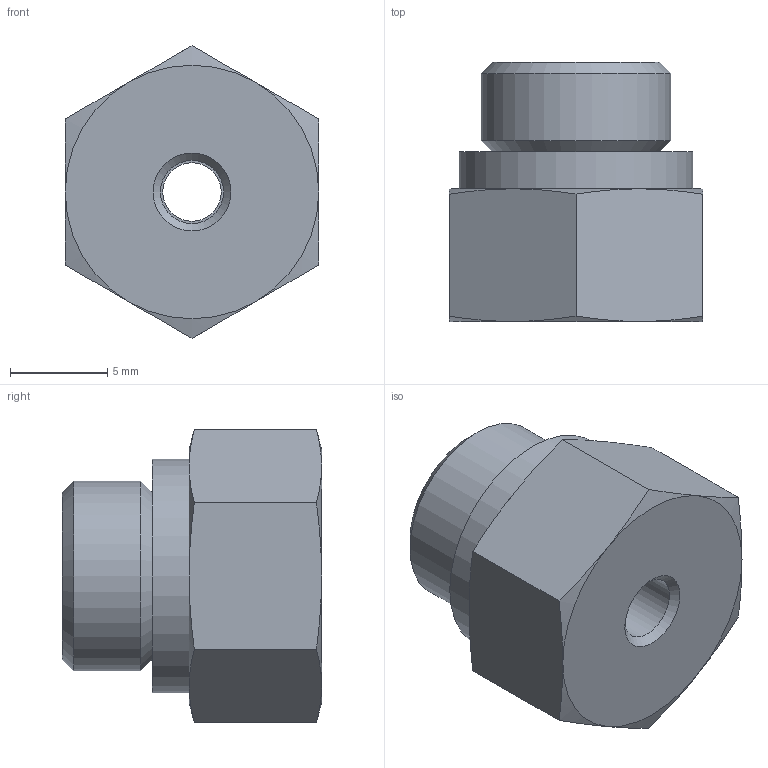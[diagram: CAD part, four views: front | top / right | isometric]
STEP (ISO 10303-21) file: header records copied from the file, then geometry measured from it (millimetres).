
FILE_DESCRIPTION(/* description */ ('STEP AP214'),/* implementation_level */ '2;1');
FILE_NAME(/* name */ '189255_ESH-HE-3-G1_8',/* time_stamp */ '2024-08-28T07:21:18+02:00',/* author */ ('License CC BY-ND 4.0'),/* organization */ ('CADENAS'),/* preprocessor_version */ 'ST-DEVELOPER v19.3',/* originating_system */ 'PARTsolutions',/* authorisation */ ' ');
FILE_SCHEMA (('AUTOMOTIVE_DESIGN {1 0 10303 214 3 1 1}'));
Length unit declared in the file: millimetre
Products named in the file (2): 189255 ESH-HE-3-G1/8---(0); 189255 ESH-HE-3-G1/8---(p)
Assembly tree (1 placements, depth 2):
  189255 ESH-HE-3-G1/8---(0)
    189255 ESH-HE-3-G1/8---(p)
Bounding box: 13 x 13.3 x 15.01 mm (x, y, z)
Volume: 1434.9 mm3; surface area: 928.9 mm2
Topology: 1 solids, 1 shells, 31 faces, 62 edges, 36 vertices
Faces by surface type: cone 16, plane 11, cylinder 4
Full cylindrical faces by diameter (mm): 3 x1, 3.242 x1, 9.728 x1, 12 x1
Entity records: 829 total; most frequent: CARTESIAN_POINT 195, DIRECTION 120, ORIENTED_EDGE 108, AXIS2_PLACEMENT_3D 57, EDGE_CURVE 54, EDGE_LOOP 44, FACE_BOUND 44, VERTEX_POINT 36
